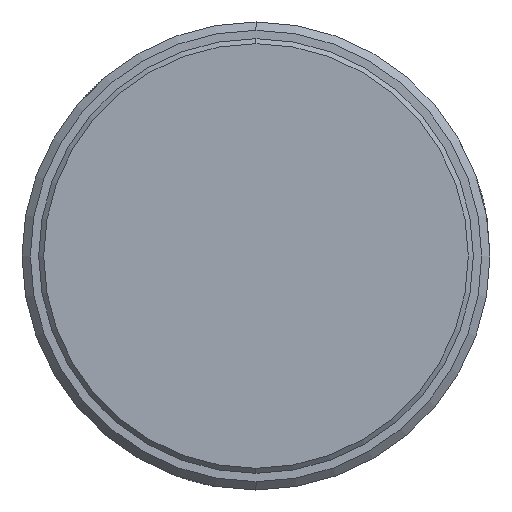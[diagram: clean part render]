
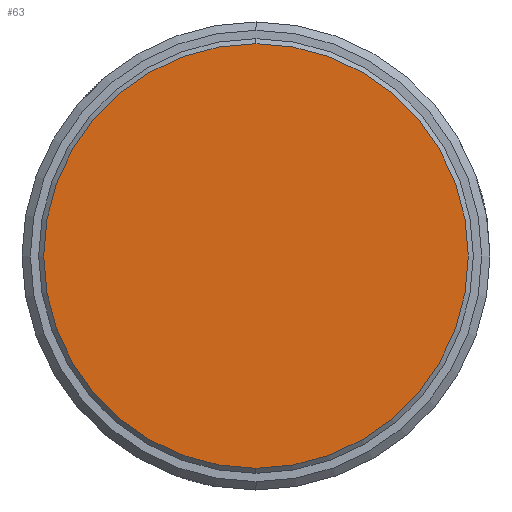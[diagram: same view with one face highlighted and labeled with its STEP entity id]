
A CAD part, left-side view. The second image highlights one B-rep face of the part: STEP entity #63.
In plain terms, the highlighted planar face has unit normal (-1, 0, 0).
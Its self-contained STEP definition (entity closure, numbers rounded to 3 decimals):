
#19 = CARTESIAN_POINT ( 'NONE',  ( -182.1, 0., 0. ) ) ;
#53 = CARTESIAN_POINT ( 'NONE',  ( -182.1, 0., 0. ) ) ;
#63 = ADVANCED_FACE ( 'NONE', ( #448 ), #484, .T. ) ;
#131 = AXIS2_PLACEMENT_3D ( 'NONE', #19, #479, #1097 ) ;
#142 = DIRECTION ( 'NONE',  ( -1., 0., 0. ) ) ;
#161 = AXIS2_PLACEMENT_3D ( 'NONE', #53, #926, #746 ) ;
#162 = CIRCLE ( 'NONE', #161, 12.7 ) ;
#304 = CARTESIAN_POINT ( 'NONE',  ( -182.1, -12.852, -12.852 ) ) ;
#448 = FACE_OUTER_BOUND ( 'NONE', #476, .T. ) ;
#476 = EDGE_LOOP ( 'NONE', ( #855, #683 ) ) ;
#479 = DIRECTION ( 'NONE',  ( -1., 0., 0. ) ) ;
#484 = PLANE ( 'NONE',  #819 ) ;
#493 = DIRECTION ( 'NONE',  ( 0., 0., 1. ) ) ;
#579 = EDGE_CURVE ( 'NONE', #681, #852, #1050, .T. ) ;
#601 = CARTESIAN_POINT ( 'NONE',  ( -182.1, 0., 12.7 ) ) ;
#659 = EDGE_CURVE ( 'NONE', #852, #681, #162, .T. ) ;
#672 = CARTESIAN_POINT ( 'NONE',  ( -182.1, 0., -12.7 ) ) ;
#681 = VERTEX_POINT ( 'NONE', #672 ) ;
#683 = ORIENTED_EDGE ( 'NONE', *, *, #659, .T. ) ;
#746 = DIRECTION ( 'NONE',  ( 0., 0., -1. ) ) ;
#819 = AXIS2_PLACEMENT_3D ( 'NONE', #304, #142, #493 ) ;
#852 = VERTEX_POINT ( 'NONE', #601 ) ;
#855 = ORIENTED_EDGE ( 'NONE', *, *, #579, .T. ) ;
#926 = DIRECTION ( 'NONE',  ( -1., 0., 0. ) ) ;
#1050 = CIRCLE ( 'NONE', #131, 12.7 ) ;
#1097 = DIRECTION ( 'NONE',  ( 0., 0., -1. ) ) ;
